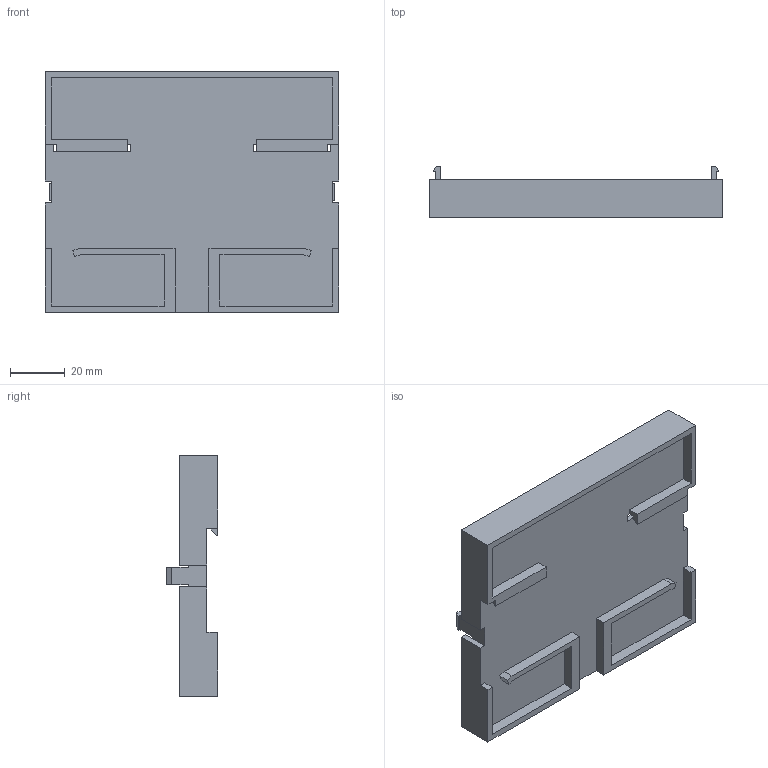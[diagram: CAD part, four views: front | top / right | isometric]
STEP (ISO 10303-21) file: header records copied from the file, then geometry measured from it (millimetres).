
FILE_DESCRIPTION (( 'STEP AP214' ), '1' );
FILE_NAME ('Base.STEP', '2021-11-08T16:22:59', ( '' ), ( '' ), 'SwSTEP 2.0', 'SolidWorks 2018', '' );
FILE_SCHEMA (( 'AUTOMOTIVE_DESIGN' ));
Length unit declared in the file: millimetre
Products named in the file (1): Base
Bounding box: 107 x 18.75 x 87.7 mm (x, y, z)
Volume: 29739.6 mm3; surface area: 29912.4 mm2
Topology: 1 solids, 1 shells, 100 faces, 284 edges, 188 vertices
Faces by surface type: plane 92, cylinder 8
Entity records: 3234 total; most frequent: CARTESIAN_POINT 573, ORIENTED_EDGE 568, DIRECTION 502, EDGE_CURVE 284, LINE 268, VECTOR 268, VERTEX_POINT 188, AXIS2_PLACEMENT_3D 117
